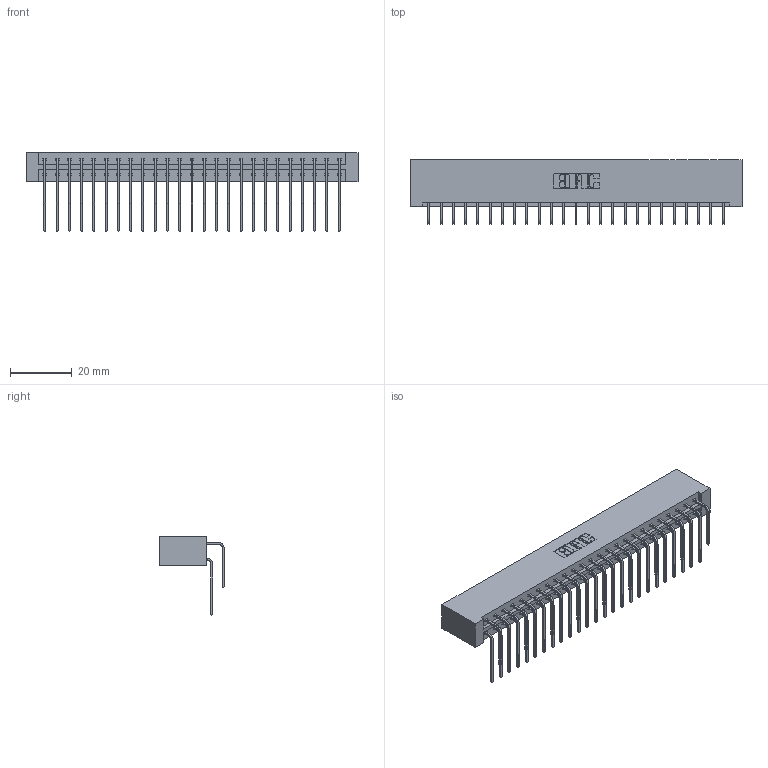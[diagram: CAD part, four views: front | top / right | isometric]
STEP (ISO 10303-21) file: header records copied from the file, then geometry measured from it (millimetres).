
FILE_DESCRIPTION (( 'STEP AP203' ), '1' );
FILE_NAME ('833-050-559-201.STEP', '2020-06-04T18:17:36', ( '' ), ( '' ), 'SwSTEP 2.0', 'SolidWorks 2020', '' );
FILE_SCHEMA (( 'CONFIG_CONTROL_DESIGN' ));
Length unit declared in the file: inch
Products named in the file (4): 833 Part_Lugless; 345-292-001_558 559 Tail - 1; 833-050-559-201; 345-292-001_559 Tail - 2
Assembly tree (51 placements, depth 2):
  833-050-559-201
    833 Part_Lugless
    345-292-001_558 559 Tail - 1  x25
    345-292-001_559 Tail - 2  x25
Bounding box: 107.31 x 20.9 x 25.53 mm (x, y, z)
Volume: 11717.9 mm3; surface area: 15131.9 mm2
Topology: 51 solids, 51 shells, 2806 faces, 8337 edges, 5490 vertices
Faces by surface type: plane 1966, cylinder 840
Entity records: 19789 total; most frequent: CARTESIAN_POINT 3349, ORIENTED_EDGE 3234, DIRECTION 2865, EDGE_CURVE 1617, VECTOR 1457, LINE 1457, VERTEX_POINT 1074, AXIS2_PLACEMENT_3D 704
